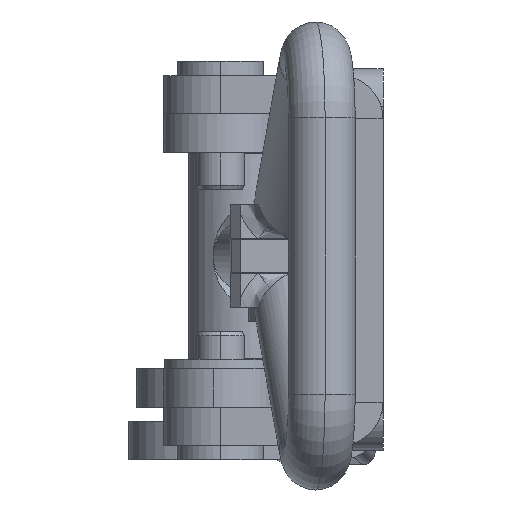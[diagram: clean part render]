
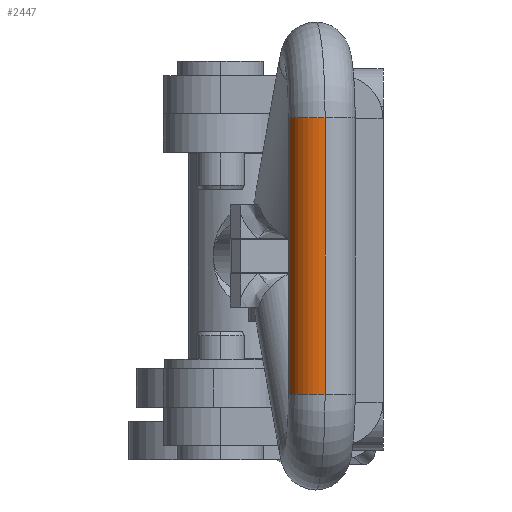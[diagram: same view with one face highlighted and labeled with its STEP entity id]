
A CAD part, left-side view. The second image highlights one B-rep face of the part: STEP entity #2447.
In plain terms, the highlighted cylindrical face has radius 3.5 mm (diameter 7 mm), a partial arc.
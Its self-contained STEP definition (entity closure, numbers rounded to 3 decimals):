
#34 = VERTEX_POINT ( 'NONE', #2546 ) ;
#100 = AXIS2_PLACEMENT_3D ( 'NONE', #7841, #8048, #7722 ) ;
#217 = AXIS2_PLACEMENT_3D ( 'NONE', #6177, #6164, #6141 ) ;
#345 = ORIENTED_EDGE ( 'NONE', *, *, #389, .T. ) ;
#389 = EDGE_CURVE ( 'NONE', #1266, #34, #8328, .T. ) ;
#461 = ORIENTED_EDGE ( 'NONE', *, *, #5134, .T. ) ;
#582 = ORIENTED_EDGE ( 'NONE', *, *, #2873, .F. ) ;
#598 = CYLINDRICAL_SURFACE ( 'NONE', #100, 3.5 ) ;
#680 = ORIENTED_EDGE ( 'NONE', *, *, #3777, .F. ) ;
#722 = LINE ( 'NONE', #8170, #2343 ) ;
#1266 = VERTEX_POINT ( 'NONE', #4615 ) ;
#1278 = VERTEX_POINT ( 'NONE', #8133 ) ;
#1405 = EDGE_LOOP ( 'NONE', ( #680, #582, #461, #345 ) ) ;
#1419 = DIRECTION ( 'NONE',  ( -1., 0., 0. ) ) ;
#1826 = VERTEX_POINT ( 'NONE', #6535 ) ;
#2343 = VECTOR ( 'NONE', #1419, 1000. ) ;
#2447 = ADVANCED_FACE ( 'NONE', ( #2991 ), #598, .T. ) ;
#2453 = LINE ( 'NONE', #8693, #5912 ) ;
#2546 = CARTESIAN_POINT ( 'NONE',  ( -14.5, 40.5, 0. ) ) ;
#2873 = EDGE_CURVE ( 'NONE', #1278, #1826, #8291, .T. ) ;
#2991 = FACE_OUTER_BOUND ( 'NONE', #1405, .T. ) ;
#3777 = EDGE_CURVE ( 'NONE', #1826, #34, #2453, .T. ) ;
#4084 = AXIS2_PLACEMENT_3D ( 'NONE', #4512, #4573, #4661 ) ;
#4512 = CARTESIAN_POINT ( 'NONE',  ( -14.5, 37., 0. ) ) ;
#4573 = DIRECTION ( 'NONE',  ( 1., 0., 0. ) ) ;
#4615 = CARTESIAN_POINT ( 'NONE',  ( -14.5, 33.5, 0. ) ) ;
#4661 = DIRECTION ( 'NONE',  ( 0., 0., -1. ) ) ;
#5134 = EDGE_CURVE ( 'NONE', #1278, #1266, #722, .T. ) ;
#5912 = VECTOR ( 'NONE', #8531, 1000. ) ;
#6141 = DIRECTION ( 'NONE',  ( 0., 0., -1. ) ) ;
#6164 = DIRECTION ( 'NONE',  ( 1., 0., 0. ) ) ;
#6177 = CARTESIAN_POINT ( 'NONE',  ( 14.5, 37., 0. ) ) ;
#6535 = CARTESIAN_POINT ( 'NONE',  ( 14.5, 40.5, 0. ) ) ;
#7722 = DIRECTION ( 'NONE',  ( 0., -1., 0. ) ) ;
#7841 = CARTESIAN_POINT ( 'NONE',  ( 14.5, 37., 0. ) ) ;
#8048 = DIRECTION ( 'NONE',  ( -1., 0., 0. ) ) ;
#8133 = CARTESIAN_POINT ( 'NONE',  ( 14.5, 33.5, 0. ) ) ;
#8170 = CARTESIAN_POINT ( 'NONE',  ( 14.5, 33.5, 0. ) ) ;
#8291 = CIRCLE ( 'NONE', #217, 3.5 ) ;
#8328 = CIRCLE ( 'NONE', #4084, 3.5 ) ;
#8531 = DIRECTION ( 'NONE',  ( -1., 0., 0. ) ) ;
#8693 = CARTESIAN_POINT ( 'NONE',  ( 14.5, 40.5, 0. ) ) ;
